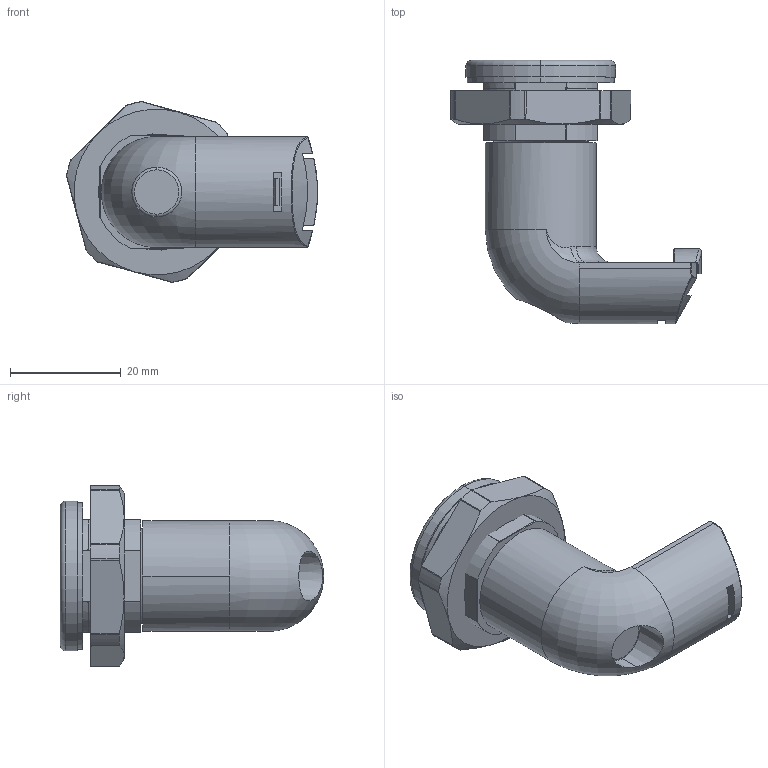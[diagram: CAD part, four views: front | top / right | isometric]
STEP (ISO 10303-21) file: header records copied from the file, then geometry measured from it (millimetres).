
FILE_DESCRIPTION (( 'STEP AP214' ), '1' );
FILE_NAME ('21620004.STEP', '2008-12-05T08:58:48', ( ' ' ), ( '' ), 'SwSTEP 2.0', 'SolidWorks 2008', '' );
FILE_SCHEMA (( 'AUTOMOTIVE_DESIGN' ));
Length unit declared in the file: millimetre
Products named in the file (13): 94078_Standard; 94400_Standard; 83054_Standard; 94408_Standard; 93034_Standard; 21620004; 94403_Standard; 94404_Standard; 94401_Standard; 82204_Standard; 82171_Standard; 84204_Standard; 94407_Standard
Assembly tree (12 placements, depth 3):
  21620004
    93034_Standard
    94078_Standard
    94407_Standard
    94408_Standard
    94400_Standard
    82204_Standard
    83054_Standard
    94401_Standard
    82171_Standard
    94404_Standard
      94403_Standard
      84204_Standard
Bounding box: 45.26 x 47.5 x 32.62 mm (x, y, z)
Volume: 18813.9 mm3; surface area: 13942.6 mm2
Topology: 11 solids, 11 shells, 444 faces, 1107 edges, 693 vertices
Faces by surface type: plane 185, cylinder 127, torus 60, bspline 35, cone 33, sphere 4
Entity records: 14897 total; most frequent: CARTESIAN_POINT 4059, ORIENTED_EDGE 2204, DIRECTION 2134, EDGE_CURVE 1102, AXIS2_PLACEMENT_3D 806, VERTEX_POINT 693, LINE 522, VECTOR 522
